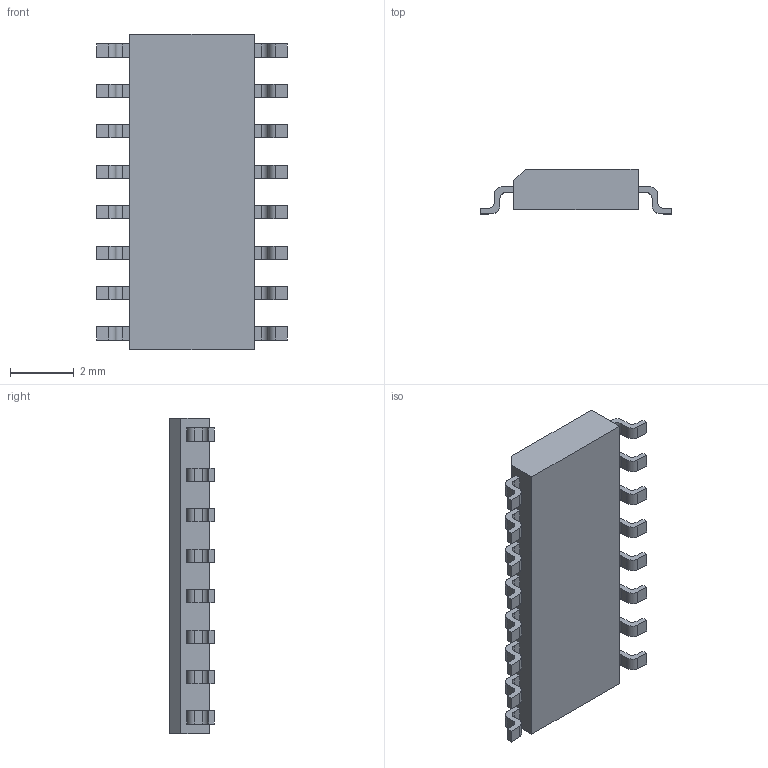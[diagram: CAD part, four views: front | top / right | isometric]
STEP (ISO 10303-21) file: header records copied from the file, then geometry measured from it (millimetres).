
FILE_DESCRIPTION (( 'STEP AP214' ), '1' );
FILE_NAME ('11E2C85B-9301-4073-A806-3C7548F11FF7.STEP', '2023-01-29T08:00:05', ( '' ), ( '' ), 'SwSTEP 2.0', 'SolidWorks 2022', '' );
FILE_SCHEMA (( 'AUTOMOTIVE_DESIGN' ));
Length unit declared in the file: millimetre
Products named in the file (1): 11E2C85B-9301-4073-A806-3C7548F11FF7
Bounding box: 6 x 1.4 x 9.9 mm (x, y, z)
Volume: 49.4 mm3; surface area: 139.4 mm2
Topology: 1 solids, 1 shells, 218 faces, 597 edges, 398 vertices
Faces by surface type: plane 152, cylinder 66
Entity records: 9215 total; most frequent: CARTESIAN_POINT 1214, ORIENTED_EDGE 1194, DIRECTION 1167, EDGE_CURVE 597, LINE 465, VECTOR 465, VERTEX_POINT 398, AXIS2_PLACEMENT_3D 351
